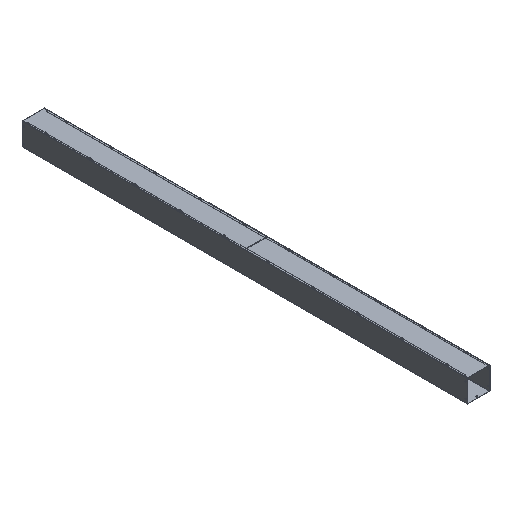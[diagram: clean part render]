
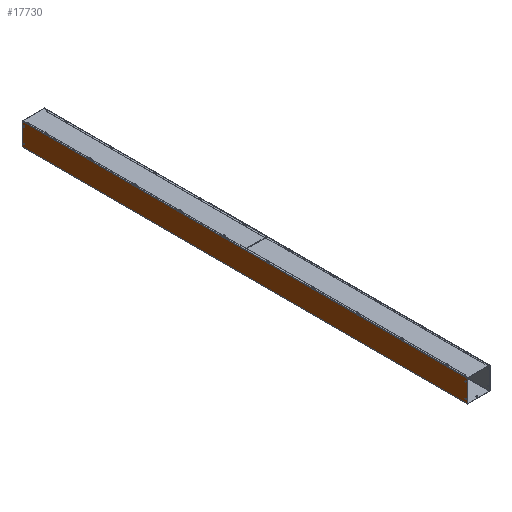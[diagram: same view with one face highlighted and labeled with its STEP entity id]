
A CAD part, isometric view. The second image highlights one B-rep face of the part: STEP entity #17730.
In plain terms, the highlighted planar face has unit normal (-1, 0, 0).
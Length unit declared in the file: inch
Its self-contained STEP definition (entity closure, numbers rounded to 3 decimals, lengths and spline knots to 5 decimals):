
#193 = DIRECTION ( 'NONE',  ( 0., 0., 1. ) ) ;
#431 = CIRCLE ( 'NONE', #3206, 0.133 ) ;
#470 = DIRECTION ( 'NONE',  ( 1., 0., 0. ) ) ;
#528 = CARTESIAN_POINT ( 'NONE',  ( -3.057, -59.5, 1. ) ) ;
#835 = CARTESIAN_POINT ( 'NONE',  ( -3.057, 60., 0.047 ) ) ;
#1415 = VERTEX_POINT ( 'NONE', #24536 ) ;
#1416 = CIRCLE ( 'NONE', #4994, 0.133 ) ;
#1474 = AXIS2_PLACEMENT_3D ( 'NONE', #18510, #3097, #10671 ) ;
#1681 = ORIENTED_EDGE ( 'NONE', *, *, #20395, .T. ) ;
#1802 = CARTESIAN_POINT ( 'NONE',  ( -3.057, 59.5, 1. ) ) ;
#1894 = EDGE_CURVE ( 'NONE', #24350, #20310, #431, .T. ) ;
#1901 = CARTESIAN_POINT ( 'NONE',  ( -3.057, -60., 0.086 ) ) ;
#2156 = CARTESIAN_POINT ( 'NONE',  ( -3.057, -59.5, 0.867 ) ) ;
#2186 = CARTESIAN_POINT ( 'NONE',  ( -3.057, -59.5, 1. ) ) ;
#2273 = DIRECTION ( 'NONE',  ( 0., 1., 0. ) ) ;
#2827 = CARTESIAN_POINT ( 'NONE',  ( -3.057, 59.5, 1. ) ) ;
#3097 = DIRECTION ( 'NONE',  ( 1., 0., 0. ) ) ;
#3206 = AXIS2_PLACEMENT_3D ( 'NONE', #20231, #24101, #20347 ) ;
#3282 = ORIENTED_EDGE ( 'NONE', *, *, #10657, .T. ) ;
#3375 = ORIENTED_EDGE ( 'NONE', *, *, #17975, .T. ) ;
#3397 = CARTESIAN_POINT ( 'NONE',  ( -3.057, -60., 5.971 ) ) ;
#3482 = ORIENTED_EDGE ( 'NONE', *, *, #14534, .T. ) ;
#3531 = CARTESIAN_POINT ( 'NONE',  ( -3.057, -60., 0.086 ) ) ;
#3554 = EDGE_LOOP ( 'NONE', ( #3375, #5402 ) ) ;
#3675 = DIRECTION ( 'NONE',  ( 1., 0., 0. ) ) ;
#3730 = EDGE_CURVE ( 'NONE', #16660, #21354, #14910, .T. ) ;
#4120 = EDGE_LOOP ( 'NONE', ( #8637, #23491, #20760, #3482 ) ) ;
#4140 = EDGE_CURVE ( 'NONE', #16660, #9129, #11352, .T. ) ;
#4938 = VERTEX_POINT ( 'NONE', #13664 ) ;
#4939 = FACE_OUTER_BOUND ( 'NONE', #4120, .T. ) ;
#4994 = AXIS2_PLACEMENT_3D ( 'NONE', #528, #15477, #8237 ) ;
#5185 = EDGE_CURVE ( 'NONE', #17295, #9960, #21999, .T. ) ;
#5402 = ORIENTED_EDGE ( 'NONE', *, *, #5185, .T. ) ;
#5451 = CARTESIAN_POINT ( 'NONE',  ( -3.057, -60., 0.057 ) ) ;
#5576 = DIRECTION ( 'NONE',  ( 0., 0., 1. ) ) ;
#5646 = ORIENTED_EDGE ( 'NONE', *, *, #6112, .T. ) ;
#5692 = LINE ( 'NONE', #6068, #15672 ) ;
#5884 = AXIS2_PLACEMENT_3D ( 'NONE', #2827, #470, #10402 ) ;
#5960 = ORIENTED_EDGE ( 'NONE', *, *, #23434, .T. ) ;
#5986 = FACE_BOUND ( 'NONE', #15453, .T. ) ;
#6068 = CARTESIAN_POINT ( 'NONE',  ( -3.057, 60., 5.971 ) ) ;
#6112 = EDGE_CURVE ( 'NONE', #1415, #7716, #13239, .T. ) ;
#7460 = CIRCLE ( 'NONE', #5884, 0.133 ) ;
#7674 = CIRCLE ( 'NONE', #19588, 0.133 ) ;
#7702 = CARTESIAN_POINT ( 'NONE',  ( -3.057, 59.5, 5.057 ) ) ;
#7716 = VERTEX_POINT ( 'NONE', #15662 ) ;
#8237 = DIRECTION ( 'NONE',  ( 0., 0., 1. ) ) ;
#8385 = CARTESIAN_POINT ( 'NONE',  ( -3.057, 59.5, 5.19 ) ) ;
#8637 = ORIENTED_EDGE ( 'NONE', *, *, #20708, .T. ) ;
#8780 = ORIENTED_EDGE ( 'NONE', *, *, #1894, .T. ) ;
#9118 = ORIENTED_EDGE ( 'NONE', *, *, #13164, .T. ) ;
#9129 = VERTEX_POINT ( 'NONE', #11512 ) ;
#9323 = DIRECTION ( 'NONE',  ( 0., 0., -1. ) ) ;
#9387 = DIRECTION ( 'NONE',  ( 1., 0., 0. ) ) ;
#9797 = CARTESIAN_POINT ( 'NONE',  ( -3.057, -59.5, 4.924 ) ) ;
#9838 = FACE_BOUND ( 'NONE', #24284, .T. ) ;
#9960 = VERTEX_POINT ( 'NONE', #17754 ) ;
#10200 = VERTEX_POINT ( 'NONE', #8385 ) ;
#10402 = DIRECTION ( 'NONE',  ( 0., 0., 1. ) ) ;
#10437 = AXIS2_PLACEMENT_3D ( 'NONE', #1802, #9387, #24587 ) ;
#10657 = EDGE_CURVE ( 'NONE', #20310, #24350, #17763, .T. ) ;
#10671 = DIRECTION ( 'NONE',  ( 0., 0., 1. ) ) ;
#11352 = LINE ( 'NONE', #1901, #18379 ) ;
#11512 = CARTESIAN_POINT ( 'NONE',  ( -3.057, 60., 0.086 ) ) ;
#11533 = DIRECTION ( 'NONE',  ( 0., 1., 0. ) ) ;
#11558 = DIRECTION ( 'NONE',  ( 0., 0., 1. ) ) ;
#12138 = AXIS2_PLACEMENT_3D ( 'NONE', #835, #13573, #13702 ) ;
#13164 = EDGE_CURVE ( 'NONE', #20104, #10200, #7674, .T. ) ;
#13239 = CIRCLE ( 'NONE', #10437, 0.133 ) ;
#13573 = DIRECTION ( 'NONE',  ( -1., 0., 0. ) ) ;
#13589 = AXIS2_PLACEMENT_3D ( 'NONE', #7702, #13928, #11558 ) ;
#13664 = CARTESIAN_POINT ( 'NONE',  ( -3.057, 60., 5.971 ) ) ;
#13702 = DIRECTION ( 'NONE',  ( 0., 0., 1. ) ) ;
#13928 = DIRECTION ( 'NONE',  ( 1., 0., 0. ) ) ;
#14161 = FACE_BOUND ( 'NONE', #23740, .T. ) ;
#14534 = EDGE_CURVE ( 'NONE', #21354, #4938, #5692, .T. ) ;
#14910 = LINE ( 'NONE', #5451, #16391 ) ;
#15453 = EDGE_LOOP ( 'NONE', ( #5960, #9118 ) ) ;
#15477 = DIRECTION ( 'NONE',  ( 1., 0., 0. ) ) ;
#15662 = CARTESIAN_POINT ( 'NONE',  ( -3.057, 59.5, 0.867 ) ) ;
#15672 = VECTOR ( 'NONE', #11533, 39.37008 ) ;
#16157 = DIRECTION ( 'NONE',  ( 0., 0., 1. ) ) ;
#16391 = VECTOR ( 'NONE', #5576, 39.37008 ) ;
#16660 = VERTEX_POINT ( 'NONE', #3531 ) ;
#16669 = LINE ( 'NONE', #20647, #18588 ) ;
#17295 = VERTEX_POINT ( 'NONE', #2156 ) ;
#17730 = ADVANCED_FACE ( 'NONE', ( #4939, #23038, #14161, #9838, #5986 ), #23731, .T. ) ;
#17754 = CARTESIAN_POINT ( 'NONE',  ( -3.057, -59.5, 1.133 ) ) ;
#17763 = CIRCLE ( 'NONE', #1474, 0.133 ) ;
#17975 = EDGE_CURVE ( 'NONE', #9960, #17295, #1416, .T. ) ;
#18020 = DIRECTION ( 'NONE',  ( 1., 0., 0. ) ) ;
#18379 = VECTOR ( 'NONE', #2273, 39.37008 ) ;
#18510 = CARTESIAN_POINT ( 'NONE',  ( -3.057, -59.5, 5.057 ) ) ;
#18588 = VECTOR ( 'NONE', #9323, 39.37008 ) ;
#19588 = AXIS2_PLACEMENT_3D ( 'NONE', #19635, #18020, #16157 ) ;
#19635 = CARTESIAN_POINT ( 'NONE',  ( -3.057, 59.5, 5.057 ) ) ;
#20104 = VERTEX_POINT ( 'NONE', #21777 ) ;
#20231 = CARTESIAN_POINT ( 'NONE',  ( -3.057, -59.5, 5.057 ) ) ;
#20310 = VERTEX_POINT ( 'NONE', #23013 ) ;
#20347 = DIRECTION ( 'NONE',  ( 0., 0., 1. ) ) ;
#20395 = EDGE_CURVE ( 'NONE', #7716, #1415, #7460, .T. ) ;
#20647 = CARTESIAN_POINT ( 'NONE',  ( -3.057, 60., 0.057 ) ) ;
#20708 = EDGE_CURVE ( 'NONE', #4938, #9129, #16669, .T. ) ;
#20734 = CIRCLE ( 'NONE', #13589, 0.133 ) ;
#20760 = ORIENTED_EDGE ( 'NONE', *, *, #3730, .T. ) ;
#21354 = VERTEX_POINT ( 'NONE', #3397 ) ;
#21777 = CARTESIAN_POINT ( 'NONE',  ( -3.057, 59.5, 4.924 ) ) ;
#21999 = CIRCLE ( 'NONE', #22015, 0.133 ) ;
#22015 = AXIS2_PLACEMENT_3D ( 'NONE', #2186, #3675, #193 ) ;
#23013 = CARTESIAN_POINT ( 'NONE',  ( -3.057, -59.5, 5.19 ) ) ;
#23038 = FACE_BOUND ( 'NONE', #3554, .T. ) ;
#23434 = EDGE_CURVE ( 'NONE', #10200, #20104, #20734, .T. ) ;
#23491 = ORIENTED_EDGE ( 'NONE', *, *, #4140, .F. ) ;
#23731 = PLANE ( 'NONE',  #12138 ) ;
#23740 = EDGE_LOOP ( 'NONE', ( #3282, #8780 ) ) ;
#24101 = DIRECTION ( 'NONE',  ( 1., 0., 0. ) ) ;
#24284 = EDGE_LOOP ( 'NONE', ( #5646, #1681 ) ) ;
#24350 = VERTEX_POINT ( 'NONE', #9797 ) ;
#24536 = CARTESIAN_POINT ( 'NONE',  ( -3.057, 59.5, 1.133 ) ) ;
#24587 = DIRECTION ( 'NONE',  ( 0., 0., 1. ) ) ;
